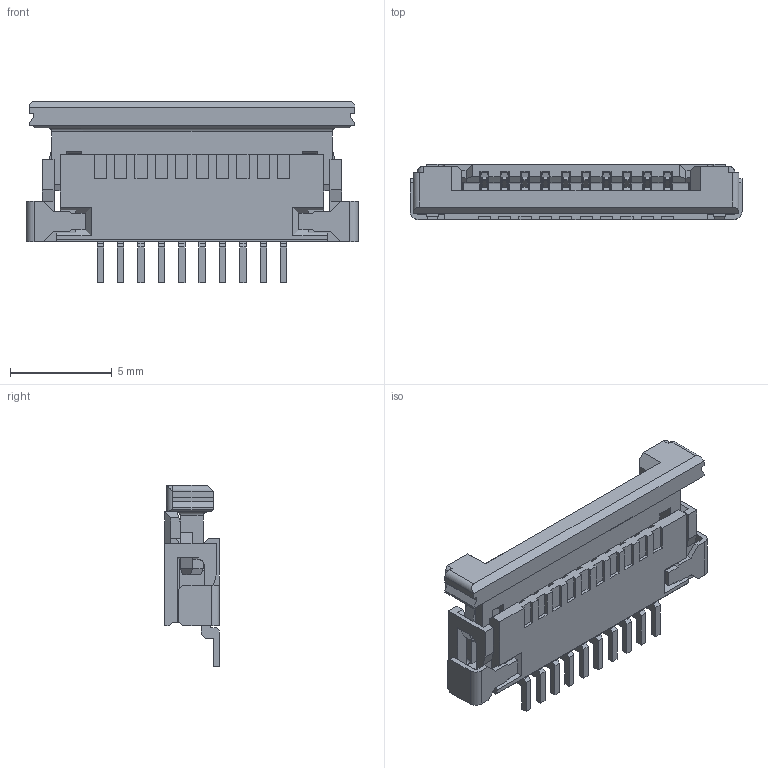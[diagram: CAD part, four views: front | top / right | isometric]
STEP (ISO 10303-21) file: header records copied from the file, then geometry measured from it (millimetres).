
FILE_DESCRIPTION(('STEP AP214'),'1');
FILE_NAME('52207-1085.stp','2017-04-15T12:50:15',('TraceParts'),('TraceParts S.A.'),'Spatial InterOp 3D',' ',' ');
FILE_SCHEMA(('automotive_design'));
Length unit declared in the file: millimetre
Products named in the file (4): 52207-1085_1; 52207-1085_2; 52207-1085_3; 1
Bounding box: 16.3 x 2.7 x 8.9 mm (x, y, z)
Volume: 170.9 mm3; surface area: 805.8 mm2
Topology: 3 solids, 3 shells, 927 faces, 2756 edges, 1816 vertices
Faces by surface type: plane 764, cylinder 103, cone 60
Entity records: 30463 total; most frequent: CARTESIAN_POINT 5603, ORIENTED_EDGE 5370, DIRECTION 4798, EDGE_CURVE 2685, LINE 2468, VECTOR 2468, VERTEX_POINT 1714, AXIS2_PLACEMENT_3D 1165
